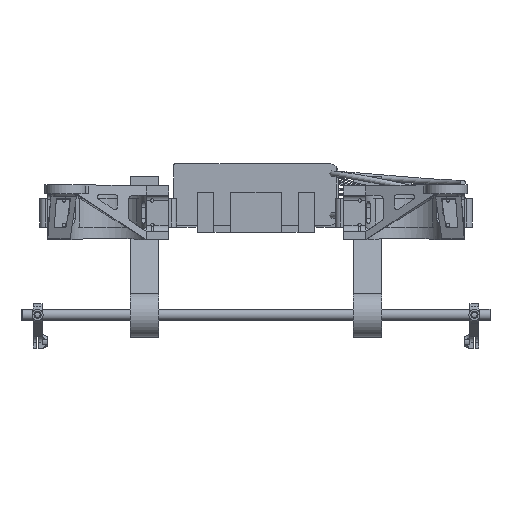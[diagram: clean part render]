
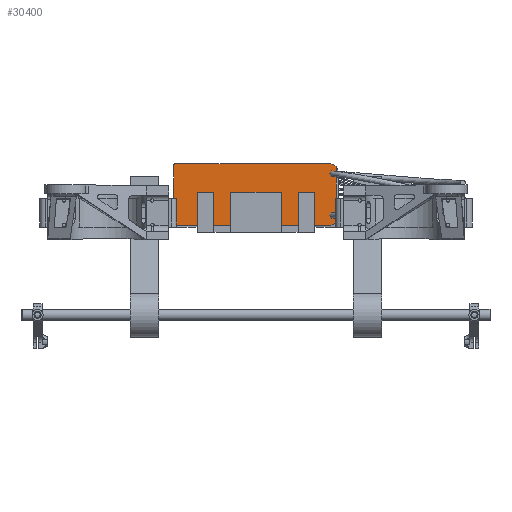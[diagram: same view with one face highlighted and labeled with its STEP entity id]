
A CAD part, front view. The second image highlights one B-rep face of the part: STEP entity #30400.
In plain terms, the highlighted face is planar.
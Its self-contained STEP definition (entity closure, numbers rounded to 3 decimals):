
#350 = CARTESIAN_POINT ( 'NONE',  ( -27.75, 54.5, 63. ) ) ;
#505 = AXIS2_PLACEMENT_3D ( 'NONE', #17625, #6835, #40618 ) ;
#788 = AXIS2_PLACEMENT_3D ( 'NONE', #27529, #17609, #28196 ) ;
#894 = VERTEX_POINT ( 'NONE', #14138 ) ;
#1148 = VERTEX_POINT ( 'NONE', #17678 ) ;
#2747 = EDGE_CURVE ( 'NONE', #33658, #42678, #19923, .T. ) ;
#3079 = CIRCLE ( 'NONE', #43351, 8. ) ;
#4335 = PLANE ( 'NONE',  #14396 ) ;
#5388 = ORIENTED_EDGE ( 'NONE', *, *, #30722, .T. ) ;
#5671 = EDGE_CURVE ( 'NONE', #33238, #894, #3079, .T. ) ;
#6257 = ORIENTED_EDGE ( 'NONE', *, *, #29395, .T. ) ;
#6835 = DIRECTION ( 'NONE',  ( 0., 0., 1. ) ) ;
#8882 = CARTESIAN_POINT ( 'NONE',  ( 25.042, -90.5, 63. ) ) ;
#9162 = DIRECTION ( 'NONE',  ( 0., 1., 0. ) ) ;
#9191 = ORIENTED_EDGE ( 'NONE', *, *, #26516, .T. ) ;
#9213 = VECTOR ( 'NONE', #9777, 1000. ) ;
#9670 = DIRECTION ( 'NONE',  ( 0., -1., 0. ) ) ;
#9777 = DIRECTION ( 'NONE',  ( -1., 0., 0. ) ) ;
#10370 = CARTESIAN_POINT ( 'NONE',  ( -19.75, -84.5, 63. ) ) ;
#10679 = ORIENTED_EDGE ( 'NONE', *, *, #25177, .T. ) ;
#11088 = DIRECTION ( 'NONE',  ( 1., 0., 0. ) ) ;
#13743 = CARTESIAN_POINT ( 'NONE',  ( 27.75, 54.5, 63. ) ) ;
#14138 = CARTESIAN_POINT ( 'NONE',  ( 27.75, -84.5, 63. ) ) ;
#14334 = DIRECTION ( 'NONE',  ( 0., 0., 1. ) ) ;
#14396 = AXIS2_PLACEMENT_3D ( 'NONE', #14483, #38327, #11088 ) ;
#14455 = EDGE_LOOP ( 'NONE', ( #5388, #9191, #26275, #10679, #6257, #17993, #36825, #25962 ) ) ;
#14483 = CARTESIAN_POINT ( 'NONE',  ( 0., 0., 63. ) ) ;
#14570 = DIRECTION ( 'NONE',  ( 1., 0., 0. ) ) ;
#15768 = LINE ( 'NONE', #43904, #26938 ) ;
#17489 = CARTESIAN_POINT ( 'NONE',  ( 19.75, -84.5, 63. ) ) ;
#17609 = DIRECTION ( 'NONE',  ( 0., 0., 1. ) ) ;
#17625 = CARTESIAN_POINT ( 'NONE',  ( -26.75, 54.5, 63. ) ) ;
#17678 = CARTESIAN_POINT ( 'NONE',  ( -25.042, -90.5, 63. ) ) ;
#17993 = ORIENTED_EDGE ( 'NONE', *, *, #35486, .T. ) ;
#18143 = CARTESIAN_POINT ( 'NONE',  ( 0., -90.5, 63. ) ) ;
#19335 = AXIS2_PLACEMENT_3D ( 'NONE', #10370, #34224, #38485 ) ;
#19567 = VECTOR ( 'NONE', #21274, 1000. ) ;
#19923 = CIRCLE ( 'NONE', #505, 1. ) ;
#20763 = FACE_OUTER_BOUND ( 'NONE', #14455, .T. ) ;
#21274 = DIRECTION ( 'NONE',  ( 1., 0., 0. ) ) ;
#22531 = CARTESIAN_POINT ( 'NONE',  ( -26.75, 55.5, 63. ) ) ;
#22894 = VERTEX_POINT ( 'NONE', #24745 ) ;
#24745 = CARTESIAN_POINT ( 'NONE',  ( -27.75, -84.5, 63. ) ) ;
#25177 = EDGE_CURVE ( 'NONE', #894, #41469, #33457, .T. ) ;
#25962 = ORIENTED_EDGE ( 'NONE', *, *, #44477, .T. ) ;
#26275 = ORIENTED_EDGE ( 'NONE', *, *, #5671, .T. ) ;
#26516 = EDGE_CURVE ( 'NONE', #1148, #33238, #41796, .T. ) ;
#26889 = LINE ( 'NONE', #44233, #9213 ) ;
#26938 = VECTOR ( 'NONE', #9670, 1000. ) ;
#27529 = CARTESIAN_POINT ( 'NONE',  ( 26.75, 54.5, 63. ) ) ;
#28038 = CIRCLE ( 'NONE', #19335, 8. ) ;
#28196 = DIRECTION ( 'NONE',  ( 1., 0., 0. ) ) ;
#29395 = EDGE_CURVE ( 'NONE', #41469, #36050, #41067, .T. ) ;
#30261 = VECTOR ( 'NONE', #9162, 1000. ) ;
#30400 = ADVANCED_FACE ( 'NONE', ( #20763 ), #4335, .T. ) ;
#30722 = EDGE_CURVE ( 'NONE', #22894, #1148, #28038, .T. ) ;
#33238 = VERTEX_POINT ( 'NONE', #8882 ) ;
#33457 = LINE ( 'NONE', #40003, #30261 ) ;
#33658 = VERTEX_POINT ( 'NONE', #22531 ) ;
#34224 = DIRECTION ( 'NONE',  ( 0., 0., 1. ) ) ;
#35486 = EDGE_CURVE ( 'NONE', #36050, #33658, #26889, .T. ) ;
#36012 = CARTESIAN_POINT ( 'NONE',  ( 26.75, 55.5, 63. ) ) ;
#36050 = VERTEX_POINT ( 'NONE', #36012 ) ;
#36825 = ORIENTED_EDGE ( 'NONE', *, *, #2747, .T. ) ;
#38327 = DIRECTION ( 'NONE',  ( 0., 0., 1. ) ) ;
#38485 = DIRECTION ( 'NONE',  ( 1., 0., 0. ) ) ;
#40003 = CARTESIAN_POINT ( 'NONE',  ( 27.75, -15., 63. ) ) ;
#40618 = DIRECTION ( 'NONE',  ( 1., 0., 0. ) ) ;
#41067 = CIRCLE ( 'NONE', #788, 1. ) ;
#41469 = VERTEX_POINT ( 'NONE', #13743 ) ;
#41796 = LINE ( 'NONE', #18143, #19567 ) ;
#42678 = VERTEX_POINT ( 'NONE', #350 ) ;
#43351 = AXIS2_PLACEMENT_3D ( 'NONE', #17489, #14334, #14570 ) ;
#43904 = CARTESIAN_POINT ( 'NONE',  ( -27.75, -15., 63. ) ) ;
#44233 = CARTESIAN_POINT ( 'NONE',  ( 0., 55.5, 63. ) ) ;
#44477 = EDGE_CURVE ( 'NONE', #42678, #22894, #15768, .T. ) ;
